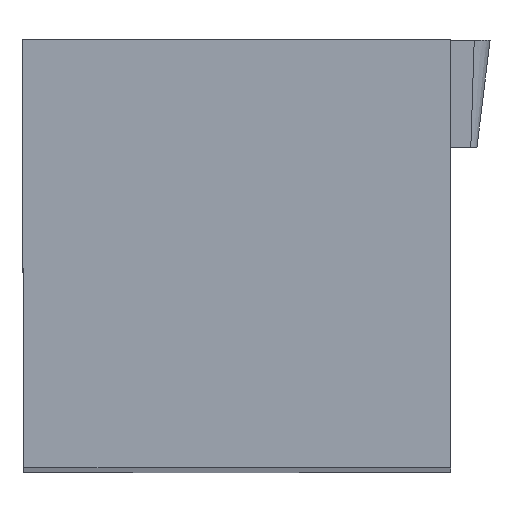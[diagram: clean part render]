
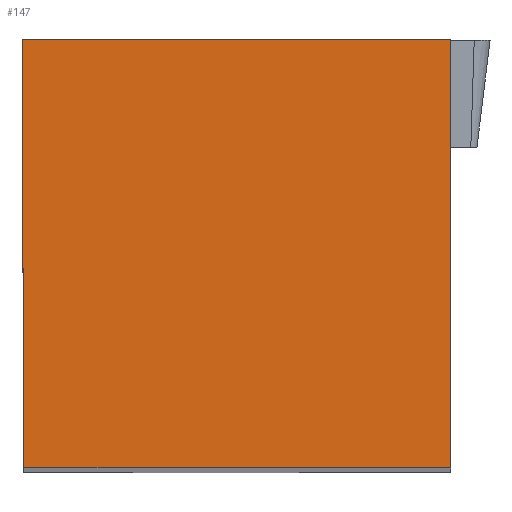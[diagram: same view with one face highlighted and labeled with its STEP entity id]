
A CAD part, top view. The second image highlights one B-rep face of the part: STEP entity #147.
In plain terms, the highlighted planar face has unit normal (0, 0, 1).
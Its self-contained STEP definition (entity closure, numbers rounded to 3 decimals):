
#119=FACE_OUTER_BOUND('',#326,.T.);
#147=ADVANCED_FACE('BLANK_BOXF006',(#119),#170,.F.);
#170=PLANE('',#710);
#193=LINE('',#982,#242);
#198=LINE('',#993,#247);
#204=LINE('',#1004,#253);
#220=LINE('',#1044,#269);
#242=VECTOR('',#800,1.);
#247=VECTOR('',#807,1.);
#253=VECTOR('',#815,1.);
#269=VECTOR('',#851,1.);
#326=EDGE_LOOP('',(#428,#429,#430,#431));
#428=ORIENTED_EDGE('',*,*,#560,.T.);
#429=ORIENTED_EDGE('',*,*,#549,.T.);
#430=ORIENTED_EDGE('',*,*,#554,.T.);
#431=ORIENTED_EDGE('',*,*,#580,.T.);
#495=VERTEX_POINT('',#981);
#496=VERTEX_POINT('',#983);
#500=VERTEX_POINT('',#992);
#505=VERTEX_POINT('',#1005);
#549=EDGE_CURVE('',#496,#495,#193,.T.);
#554=EDGE_CURVE('',#495,#500,#198,.T.);
#560=EDGE_CURVE('',#505,#496,#204,.T.);
#580=EDGE_CURVE('',#500,#505,#220,.T.);
#710=AXIS2_PLACEMENT_3D('',#1045,#852,#853);
#800=DIRECTION('',(-1.,0.,0.));
#807=DIRECTION('',(0.004,-1.,0.));
#815=DIRECTION('',(0.,1.,0.));
#851=DIRECTION('',(1.,0.,0.));
#852=DIRECTION('',(0.,0.,-1.));
#853=DIRECTION('',(1.,0.,0.));
#981=CARTESIAN_POINT('',(0.,15.875,0.));
#982=CARTESIAN_POINT('',(117.35,15.875,0.));
#983=CARTESIAN_POINT('',(15.875,15.875,0.));
#992=CARTESIAN_POINT('',(0.069,0.,0.));
#993=CARTESIAN_POINT('',(-0.443,117.349,0.));
#1004=CARTESIAN_POINT('',(15.875,-117.35,0.));
#1005=CARTESIAN_POINT('',(15.875,0.,0.));
#1044=CARTESIAN_POINT('',(-117.35,0.,0.));
#1045=CARTESIAN_POINT('',(20.875,-5.,0.));
